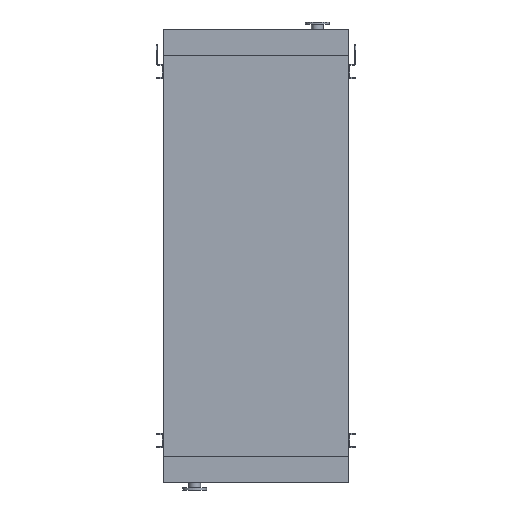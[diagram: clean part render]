
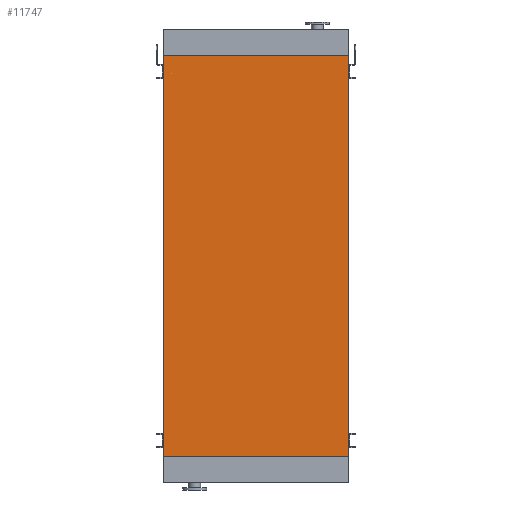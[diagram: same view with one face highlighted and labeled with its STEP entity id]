
A CAD part, front view. The second image highlights one B-rep face of the part: STEP entity #11747.
In plain terms, the highlighted planar face has unit normal (0, -1, 0).
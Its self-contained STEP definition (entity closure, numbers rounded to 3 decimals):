
#810 = CARTESIAN_POINT ( 'NONE',  ( 845., 0., -3650. ) ) ;
#825 = AXIS2_PLACEMENT_3D ( 'NONE', #8507, #8554, #983 ) ;
#983 = DIRECTION ( 'NONE',  ( 0., 0., -1. ) ) ;
#1164 = CARTESIAN_POINT ( 'NONE',  ( -845., 0., -3650. ) ) ;
#1216 = EDGE_CURVE ( 'NONE', #4776, #3316, #11067, .T. ) ;
#1395 = VECTOR ( 'NONE', #12030, 1000. ) ;
#3248 = CARTESIAN_POINT ( 'NONE',  ( -845., 0., -3650. ) ) ;
#3316 = VERTEX_POINT ( 'NONE', #14539 ) ;
#4661 = DIRECTION ( 'NONE',  ( 1., 0., 0. ) ) ;
#4776 = VERTEX_POINT ( 'NONE', #1164 ) ;
#5146 = LINE ( 'NONE', #7202, #8504 ) ;
#5153 = EDGE_CURVE ( 'NONE', #3316, #6711, #5146, .T. ) ;
#6250 = EDGE_LOOP ( 'NONE', ( #10410, #11056, #14059, #10856 ) ) ;
#6711 = VERTEX_POINT ( 'NONE', #8710 ) ;
#6712 = VECTOR ( 'NONE', #7590, 1000. ) ;
#7202 = CARTESIAN_POINT ( 'NONE',  ( -845., 0., 0. ) ) ;
#7590 = DIRECTION ( 'NONE',  ( 0., 0., 1. ) ) ;
#8504 = VECTOR ( 'NONE', #4661, 1000. ) ;
#8507 = CARTESIAN_POINT ( 'NONE',  ( -845., 0., -3650. ) ) ;
#8554 = DIRECTION ( 'NONE',  ( 0., -1., 0. ) ) ;
#8710 = CARTESIAN_POINT ( 'NONE',  ( 845., 0., 0. ) ) ;
#9346 = LINE ( 'NONE', #13915, #12263 ) ;
#10100 = DIRECTION ( 'NONE',  ( 1., 0., 0. ) ) ;
#10410 = ORIENTED_EDGE ( 'NONE', *, *, #5153, .F. ) ;
#10856 = ORIENTED_EDGE ( 'NONE', *, *, #13958, .T. ) ;
#11056 = ORIENTED_EDGE ( 'NONE', *, *, #1216, .F. ) ;
#11067 = LINE ( 'NONE', #3248, #1395 ) ;
#11242 = EDGE_CURVE ( 'NONE', #4776, #12321, #9346, .T. ) ;
#11305 = CARTESIAN_POINT ( 'NONE',  ( 845., 0., -3650. ) ) ;
#11747 = ADVANCED_FACE ( 'NONE', ( #12050 ), #13524, .T. ) ;
#12030 = DIRECTION ( 'NONE',  ( 0., 0., 1. ) ) ;
#12050 = FACE_OUTER_BOUND ( 'NONE', #6250, .T. ) ;
#12263 = VECTOR ( 'NONE', #10100, 1000. ) ;
#12321 = VERTEX_POINT ( 'NONE', #810 ) ;
#13367 = LINE ( 'NONE', #11305, #6712 ) ;
#13524 = PLANE ( 'NONE',  #825 ) ;
#13915 = CARTESIAN_POINT ( 'NONE',  ( -845., 0., -3650. ) ) ;
#13958 = EDGE_CURVE ( 'NONE', #12321, #6711, #13367, .T. ) ;
#14059 = ORIENTED_EDGE ( 'NONE', *, *, #11242, .T. ) ;
#14539 = CARTESIAN_POINT ( 'NONE',  ( -845., 0., 0. ) ) ;
